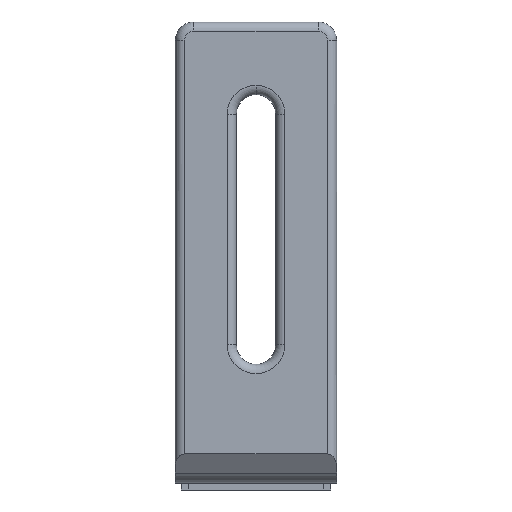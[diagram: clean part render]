
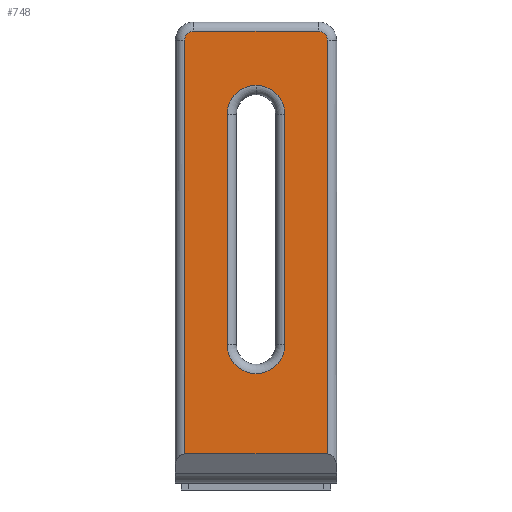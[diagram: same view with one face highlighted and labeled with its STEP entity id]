
A CAD part, front view. The second image highlights one B-rep face of the part: STEP entity #748.
In plain terms, the highlighted planar face has unit normal (0, -1, 0).
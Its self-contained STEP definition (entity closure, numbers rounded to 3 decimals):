
#13 = DIRECTION ( 'NONE',  ( -1., 0., 0. ) ) ;
#44 = ORIENTED_EDGE ( 'NONE', *, *, #949, .T. ) ;
#47 = CARTESIAN_POINT ( 'NONE',  ( -15.5, 0., 0. ) ) ;
#58 = EDGE_CURVE ( 'NONE', #740, #856, #2097, .T. ) ;
#106 = DIRECTION ( 'NONE',  ( 0., 0., 1. ) ) ;
#128 = EDGE_CURVE ( 'NONE', #1722, #264, #955, .T. ) ;
#144 = CARTESIAN_POINT ( 'NONE',  ( -15.5, 0., 46. ) ) ;
#245 = DIRECTION ( 'NONE',  ( 0., 0., 1. ) ) ;
#264 = VERTEX_POINT ( 'NONE', #2029 ) ;
#267 = LINE ( 'NONE', #47, #1684 ) ;
#283 = ORIENTED_EDGE ( 'NONE', *, *, #1612, .T. ) ;
#289 = ORIENTED_EDGE ( 'NONE', *, *, #597, .T. ) ;
#290 = AXIS2_PLACEMENT_3D ( 'NONE', #1501, #1627, #106 ) ;
#291 = DIRECTION ( 'NONE',  ( 1., 0., 0. ) ) ;
#320 = DIRECTION ( 'NONE',  ( 0., 0., 1. ) ) ;
#344 = EDGE_CURVE ( 'NONE', #449, #1333, #882, .T. ) ;
#360 = DIRECTION ( 'NONE',  ( 0., 1., 0. ) ) ;
#365 = EDGE_CURVE ( 'NONE', #264, #449, #700, .T. ) ;
#384 = CARTESIAN_POINT ( 'NONE',  ( 0., 0., 30. ) ) ;
#388 = DIRECTION ( 'NONE',  ( 0., 0., -1. ) ) ;
#405 = CARTESIAN_POINT ( 'NONE',  ( 15.5, 0., -43.689 ) ) ;
#408 = LINE ( 'NONE', #1079, #902 ) ;
#449 = VERTEX_POINT ( 'NONE', #514 ) ;
#453 = FACE_OUTER_BOUND ( 'NONE', #1135, .T. ) ;
#457 = CARTESIAN_POINT ( 'NONE',  ( 0., 0., -43.689 ) ) ;
#467 = VECTOR ( 'NONE', #1976, 1000. ) ;
#473 = EDGE_LOOP ( 'NONE', ( #2067, #1628, #283, #44, #1076 ) ) ;
#505 = CARTESIAN_POINT ( 'NONE',  ( 0., 0., 30. ) ) ;
#514 = CARTESIAN_POINT ( 'NONE',  ( -6.25, 0., 30. ) ) ;
#546 = CARTESIAN_POINT ( 'NONE',  ( 15.5, 0., 46. ) ) ;
#561 = DIRECTION ( 'NONE',  ( 0., -1., 0. ) ) ;
#566 = AXIS2_PLACEMENT_3D ( 'NONE', #2152, #1972, #1122 ) ;
#571 = ORIENTED_EDGE ( 'NONE', *, *, #1120, .T. ) ;
#578 = EDGE_CURVE ( 'NONE', #856, #953, #267, .T. ) ;
#590 = ORIENTED_EDGE ( 'NONE', *, *, #951, .T. ) ;
#597 = EDGE_CURVE ( 'NONE', #2104, #1712, #408, .T. ) ;
#674 = AXIS2_PLACEMENT_3D ( 'NONE', #1571, #561, #1414 ) ;
#682 = LINE ( 'NONE', #1514, #1636 ) ;
#700 = LINE ( 'NONE', #2049, #2004 ) ;
#728 = DIRECTION ( 'NONE',  ( 0., 0., 1. ) ) ;
#740 = VERTEX_POINT ( 'NONE', #2140 ) ;
#748 = ADVANCED_FACE ( 'NONE', ( #453, #1119 ), #2151, .F. ) ;
#782 = ORIENTED_EDGE ( 'NONE', *, *, #1129, .T. ) ;
#856 = VERTEX_POINT ( 'NONE', #144 ) ;
#882 = CIRCLE ( 'NONE', #2123, 6.25 ) ;
#889 = DIRECTION ( 'NONE',  ( 0., 1., 0. ) ) ;
#902 = VECTOR ( 'NONE', #245, 1000. ) ;
#925 = VERTEX_POINT ( 'NONE', #1796 ) ;
#949 = EDGE_CURVE ( 'NONE', #2109, #1722, #2144, .T. ) ;
#951 = EDGE_CURVE ( 'NONE', #953, #2104, #1819, .T. ) ;
#953 = VERTEX_POINT ( 'NONE', #1640 ) ;
#955 = CIRCLE ( 'NONE', #290, 6.25 ) ;
#1028 = CIRCLE ( 'NONE', #674, 2. ) ;
#1067 = CARTESIAN_POINT ( 'NONE',  ( 6.25, 0., -20. ) ) ;
#1076 = ORIENTED_EDGE ( 'NONE', *, *, #128, .T. ) ;
#1079 = CARTESIAN_POINT ( 'NONE',  ( 15.5, 0., 0. ) ) ;
#1119 = FACE_BOUND ( 'NONE', #473, .T. ) ;
#1120 = EDGE_CURVE ( 'NONE', #925, #740, #682, .T. ) ;
#1122 = DIRECTION ( 'NONE',  ( 0., 0., 1. ) ) ;
#1129 = EDGE_CURVE ( 'NONE', #1712, #925, #1028, .T. ) ;
#1135 = EDGE_LOOP ( 'NONE', ( #1964, #590, #289, #782, #571, #2033 ) ) ;
#1159 = AXIS2_PLACEMENT_3D ( 'NONE', #1648, #1520, #320 ) ;
#1179 = DIRECTION ( 'NONE',  ( 0., 0., 1. ) ) ;
#1290 = CARTESIAN_POINT ( 'NONE',  ( 6.25, 0., -20. ) ) ;
#1319 = AXIS2_PLACEMENT_3D ( 'NONE', #384, #889, #728 ) ;
#1333 = VERTEX_POINT ( 'NONE', #1969 ) ;
#1414 = DIRECTION ( 'NONE',  ( 0., 0., 1. ) ) ;
#1501 = CARTESIAN_POINT ( 'NONE',  ( 0., 0., -20. ) ) ;
#1514 = CARTESIAN_POINT ( 'NONE',  ( 0., 0., 48. ) ) ;
#1520 = DIRECTION ( 'NONE',  ( 0., 1., 0. ) ) ;
#1533 = DIRECTION ( 'NONE',  ( 0., 0., 1. ) ) ;
#1571 = CARTESIAN_POINT ( 'NONE',  ( 13.5, 0., 46. ) ) ;
#1612 = EDGE_CURVE ( 'NONE', #1333, #2109, #2180, .T. ) ;
#1627 = DIRECTION ( 'NONE',  ( 0., 1., 0. ) ) ;
#1628 = ORIENTED_EDGE ( 'NONE', *, *, #344, .T. ) ;
#1636 = VECTOR ( 'NONE', #13, 1000. ) ;
#1640 = CARTESIAN_POINT ( 'NONE',  ( -15.5, 0., -43.689 ) ) ;
#1648 = CARTESIAN_POINT ( 'NONE',  ( 0., 0., 0. ) ) ;
#1684 = VECTOR ( 'NONE', #388, 1000. ) ;
#1712 = VERTEX_POINT ( 'NONE', #546 ) ;
#1722 = VERTEX_POINT ( 'NONE', #1067 ) ;
#1756 = CARTESIAN_POINT ( 'NONE',  ( 6.25, 0., 30. ) ) ;
#1796 = CARTESIAN_POINT ( 'NONE',  ( 13.5, 0., 48. ) ) ;
#1819 = LINE ( 'NONE', #457, #2101 ) ;
#1964 = ORIENTED_EDGE ( 'NONE', *, *, #578, .T. ) ;
#1969 = CARTESIAN_POINT ( 'NONE',  ( 0., 0., 36.25 ) ) ;
#1972 = DIRECTION ( 'NONE',  ( 0., -1., 0. ) ) ;
#1976 = DIRECTION ( 'NONE',  ( 0., 0., -1. ) ) ;
#2004 = VECTOR ( 'NONE', #1533, 1000. ) ;
#2029 = CARTESIAN_POINT ( 'NONE',  ( -6.25, 0., -20. ) ) ;
#2033 = ORIENTED_EDGE ( 'NONE', *, *, #58, .T. ) ;
#2049 = CARTESIAN_POINT ( 'NONE',  ( -6.25, 0., 30. ) ) ;
#2067 = ORIENTED_EDGE ( 'NONE', *, *, #365, .T. ) ;
#2097 = CIRCLE ( 'NONE', #566, 2. ) ;
#2101 = VECTOR ( 'NONE', #291, 1000. ) ;
#2104 = VERTEX_POINT ( 'NONE', #405 ) ;
#2109 = VERTEX_POINT ( 'NONE', #1756 ) ;
#2123 = AXIS2_PLACEMENT_3D ( 'NONE', #505, #360, #1179 ) ;
#2140 = CARTESIAN_POINT ( 'NONE',  ( -13.5, 0., 48. ) ) ;
#2144 = LINE ( 'NONE', #1290, #467 ) ;
#2151 = PLANE ( 'NONE',  #1159 ) ;
#2152 = CARTESIAN_POINT ( 'NONE',  ( -13.5, 0., 46. ) ) ;
#2180 = CIRCLE ( 'NONE', #1319, 6.25 ) ;
